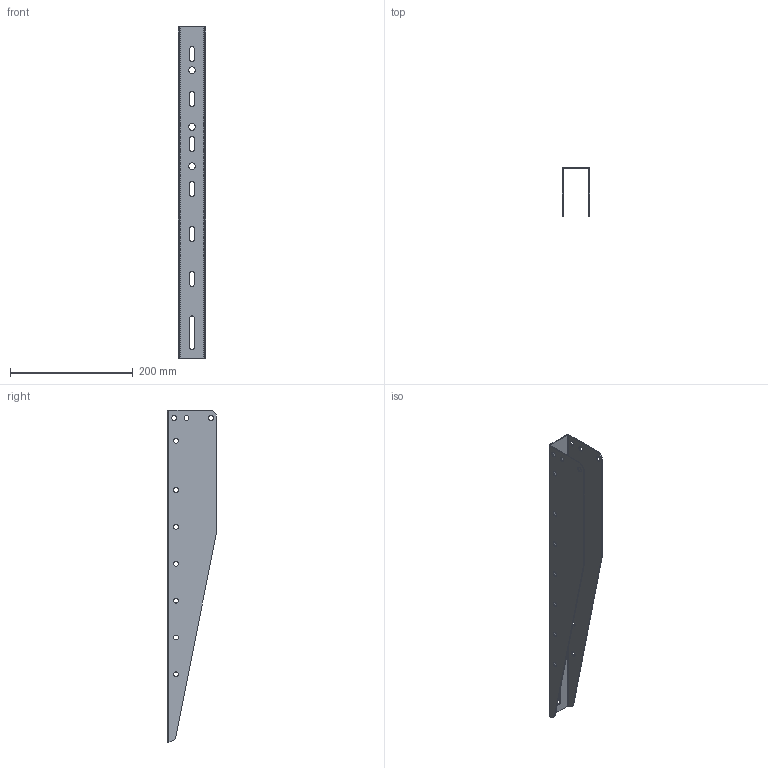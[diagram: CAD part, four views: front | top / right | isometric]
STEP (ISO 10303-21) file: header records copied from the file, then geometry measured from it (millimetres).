
FILE_DESCRIPTION (( 'STEP AP203' ), '1' );
FILE_NAME ('Êîíñîëü BM_BBM5050.STEP', '2012-11-20T08:31:01', ( 'Àñååâ' ), ( '' ), 'SwSTEP 2.0', 'SolidWorks 2012', '' );
FILE_SCHEMA (( 'CONFIG_CONTROL_DESIGN' ));
Length unit declared in the file: millimetre
Products named in the file (1): Êîíñîëü BM_BBM5050
Bounding box: 44 x 80 x 540 mm (x, y, z)
Volume: 122785.4 mm3; surface area: 167332.2 mm2
Topology: 1 solids, 1 shells, 79 faces, 215 edges, 138 vertices
Faces by surface type: cylinder 45, plane 32, bspline 2
Full cylindrical faces by diameter (mm): 8 x20, 11 x3
Entity records: 2615 total; most frequent: CARTESIAN_POINT 450, DIRECTION 432, ORIENTED_EDGE 384, EDGE_CURVE 192, AXIS2_PLACEMENT_3D 168, EDGE_LOOP 162, VERTEX_POINT 138, FACE_OUTER_BOUND 102
